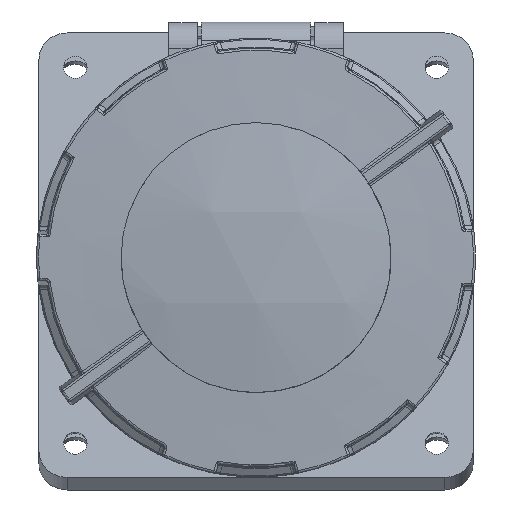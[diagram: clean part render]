
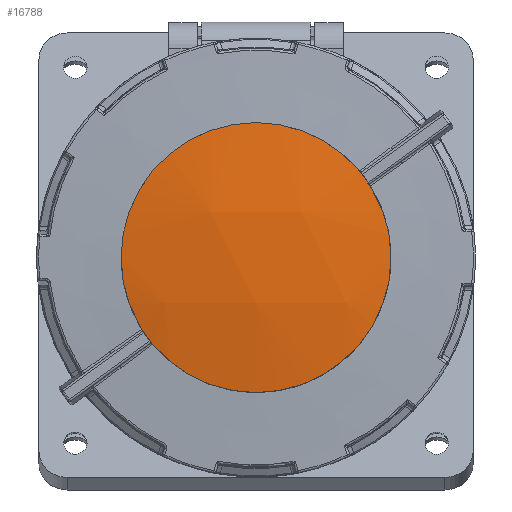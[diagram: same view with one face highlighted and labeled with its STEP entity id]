
A CAD part, top view. The second image highlights one B-rep face of the part: STEP entity #16788.
In plain terms, the highlighted spherical face has radius 154.75 mm.
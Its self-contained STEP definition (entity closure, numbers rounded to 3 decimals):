
#701 = FACE_OUTER_BOUND ( 'NONE', #17998, .T. ) ;
#799 = DIRECTION ( 'NONE',  ( 0., 1., 0. ) ) ;
#891 = DIRECTION ( 'NONE',  ( -1., 0., 0. ) ) ;
#3865 = DIRECTION ( 'NONE',  ( 0., 0., -1. ) ) ;
#4119 = AXIS2_PLACEMENT_3D ( 'NONE', #18726, #799, #891 ) ;
#4661 = CARTESIAN_POINT ( 'NONE',  ( -28.75, 0., 22.056 ) ) ;
#7225 = CIRCLE ( 'NONE', #17460, 28.75 ) ;
#8976 = ORIENTED_EDGE ( 'NONE', *, *, #17078, .F. ) ;
#12585 = SPHERICAL_SURFACE ( 'NONE', #4119, 154.75 ) ;
#16348 = VERTEX_POINT ( 'NONE', #4661 ) ;
#16788 = ADVANCED_FACE ( 'NONE', ( #701 ), #12585, .T. ) ;
#16989 = CARTESIAN_POINT ( 'NONE',  ( 0., 0., 22.056 ) ) ;
#17077 = DIRECTION ( 'NONE',  ( -1., 0., 0. ) ) ;
#17078 = EDGE_CURVE ( 'NONE', #16348, #16348, #7225, .T. ) ;
#17460 = AXIS2_PLACEMENT_3D ( 'NONE', #16989, #3865, #17077 ) ;
#17998 = EDGE_LOOP ( 'NONE', ( #8976 ) ) ;
#18726 = CARTESIAN_POINT ( 'NONE',  ( 0., 0., -130. ) ) ;
